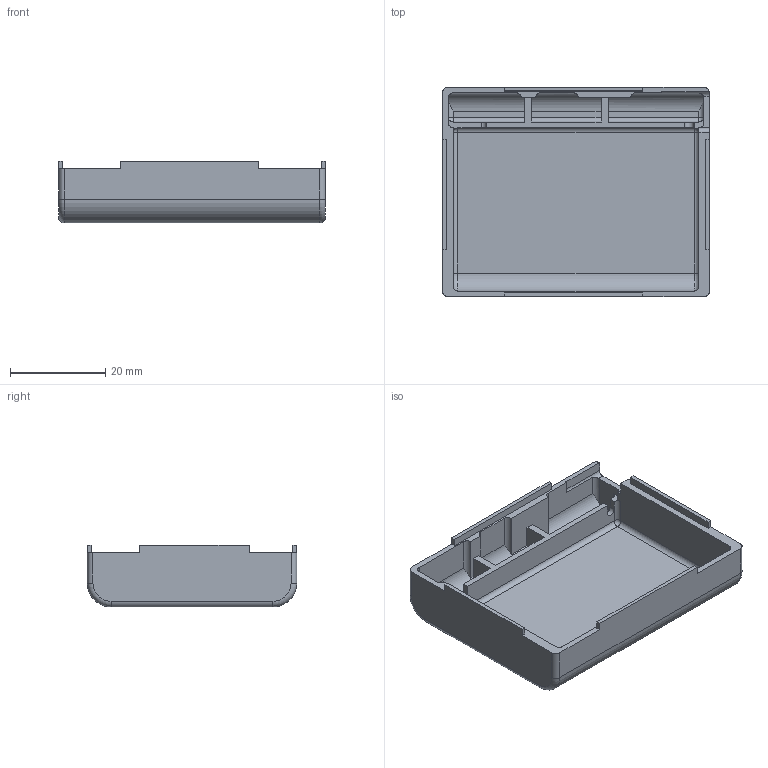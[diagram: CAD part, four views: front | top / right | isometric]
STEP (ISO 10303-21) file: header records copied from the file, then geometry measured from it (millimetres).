
FILE_DESCRIPTION(/* description */ (''),/* implementation_level */ '2;1');
FILE_NAME(/* name */ 'hp35_batteryholder.step',/* time_stamp */ '2024-09-09T14:34:24+10:00',/* author */ (''),/* organization */ (''),/* preprocessor_version */ 'ST-DEVELOPER v20',/* originating_system */ 'Autodesk Translation Framework v13.14.0.145',/* authorisation */ '');
FILE_SCHEMA (('AUTOMOTIVE_DESIGN { 1 0 10303 214 3 1 1 }'));
Length unit declared in the file: millimetre
Products named in the file (1): hp35_batteryholder
Bounding box: 56 x 44 x 13 mm (x, y, z)
Volume: 5567.2 mm3; surface area: 9574.5 mm2
Topology: 1 solids, 1 shells, 102 faces, 274 edges, 174 vertices
Faces by surface type: plane 54, cylinder 38, torus 6, sphere 4
Entity records: 3238 total; most frequent: CARTESIAN_POINT 623, ORIENTED_EDGE 548, DIRECTION 544, EDGE_CURVE 274, LINE 190, VECTOR 190, AXIS2_PLACEMENT_3D 177, VERTEX_POINT 174
